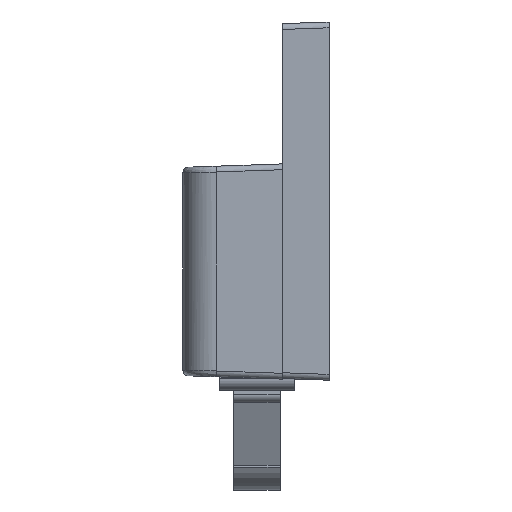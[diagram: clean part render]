
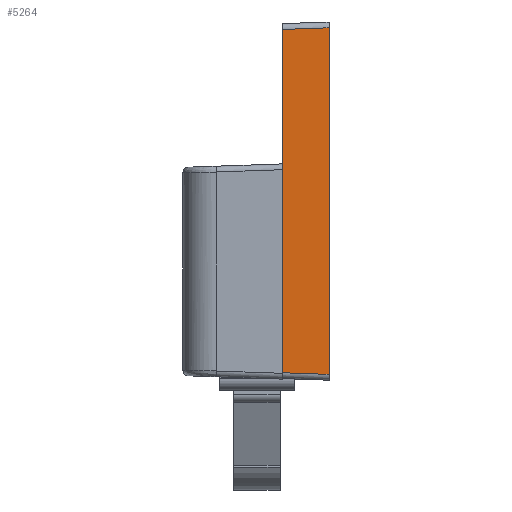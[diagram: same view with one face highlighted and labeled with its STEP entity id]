
A CAD part, left-side view. The second image highlights one B-rep face of the part: STEP entity #5264.
In plain terms, the highlighted planar face has unit normal (-0.999, 0.035, 0).
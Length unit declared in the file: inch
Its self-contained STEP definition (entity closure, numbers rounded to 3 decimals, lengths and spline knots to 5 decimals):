
#1148 = LINE ( 'NONE', #8517, #5569 ) ;
#1435 = DIRECTION ( 'NONE',  ( -0.999, 0.035, 0. ) ) ;
#1924 = VECTOR ( 'NONE', #4275, 39.37008 ) ;
#1984 = EDGE_CURVE ( 'NONE', #6830, #3122, #5422, .T. ) ;
#2243 = EDGE_CURVE ( 'NONE', #6830, #9189, #1148, .T. ) ;
#2262 = DIRECTION ( 'NONE',  ( 0., 0., -1. ) ) ;
#2269 = DIRECTION ( 'NONE',  ( -0.035, -0.999, 0. ) ) ;
#2343 = VECTOR ( 'NONE', #7542, 39.37008 ) ;
#3012 = VECTOR ( 'NONE', #2262, 39.37008 ) ;
#3014 = CARTESIAN_POINT ( 'NONE',  ( -0.62839, -0.07874, -1.10787 ) ) ;
#3122 = VERTEX_POINT ( 'NONE', #3014 ) ;
#3665 = ORIENTED_EDGE ( 'NONE', *, *, #6238, .T. ) ;
#3981 = EDGE_CURVE ( 'NONE', #9189, #5302, #5562, .T. ) ;
#4275 = DIRECTION ( 'NONE',  ( 0., 0., -1. ) ) ;
#4347 = DIRECTION ( 'NONE',  ( 0.035, 0.999, -0.035 ) ) ;
#4578 = FACE_OUTER_BOUND ( 'NONE', #5931, .T. ) ;
#4808 = CARTESIAN_POINT ( 'NONE',  ( -0.62289, 0.07874, 0.05907 ) ) ;
#5264 = ADVANCED_FACE ( 'NONE', ( #4578 ), #7740, .T. ) ;
#5302 = VERTEX_POINT ( 'NONE', #7691 ) ;
#5422 = LINE ( 'NONE', #7262, #3012 ) ;
#5525 = ORIENTED_EDGE ( 'NONE', *, *, #1984, .F. ) ;
#5562 = LINE ( 'NONE', #6763, #1924 ) ;
#5569 = VECTOR ( 'NONE', #4347, 39.37008 ) ;
#5931 = EDGE_LOOP ( 'NONE', ( #8732, #3665, #5525, #10225 ) ) ;
#6126 = CARTESIAN_POINT ( 'NONE',  ( -0.62289, 0.07874, -1.10237 ) ) ;
#6238 = EDGE_CURVE ( 'NONE', #5302, #3122, #8452, .T. ) ;
#6763 = CARTESIAN_POINT ( 'NONE',  ( -0.62289, 0.07874, 0.09999 ) ) ;
#6830 = VERTEX_POINT ( 'NONE', #10043 ) ;
#7262 = CARTESIAN_POINT ( 'NONE',  ( -0.62839, -0.07874, 0. ) ) ;
#7284 = AXIS2_PLACEMENT_3D ( 'NONE', #10165, #1435, #2269 ) ;
#7542 = DIRECTION ( 'NONE',  ( -0.035, -0.999, -0.035 ) ) ;
#7691 = CARTESIAN_POINT ( 'NONE',  ( -0.62289, 0.07874, -1.10237 ) ) ;
#7740 = PLANE ( 'NONE',  #7284 ) ;
#8452 = LINE ( 'NONE', #6126, #2343 ) ;
#8517 = CARTESIAN_POINT ( 'NONE',  ( -0.62839, -0.07874, 0.06457 ) ) ;
#8732 = ORIENTED_EDGE ( 'NONE', *, *, #3981, .T. ) ;
#9189 = VERTEX_POINT ( 'NONE', #4808 ) ;
#10043 = CARTESIAN_POINT ( 'NONE',  ( -0.62839, -0.07874, 0.06457 ) ) ;
#10165 = CARTESIAN_POINT ( 'NONE',  ( -0.62289, 0.07874, 0.09999 ) ) ;
#10225 = ORIENTED_EDGE ( 'NONE', *, *, #2243, .T. ) ;
